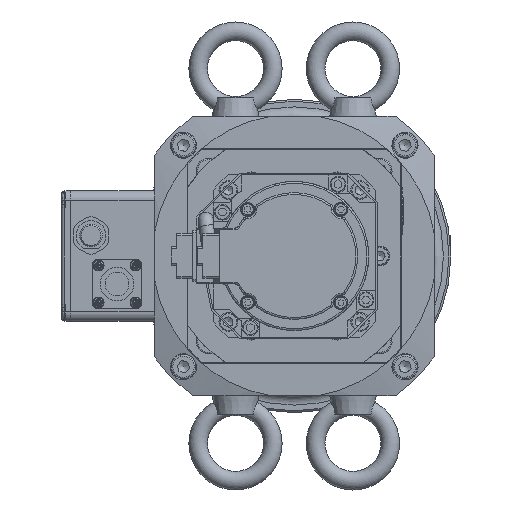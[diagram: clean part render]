
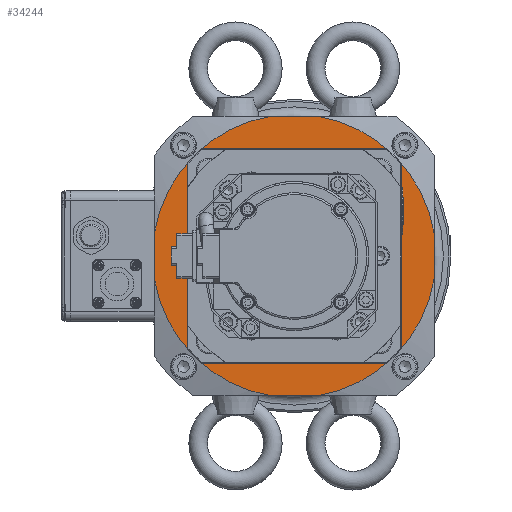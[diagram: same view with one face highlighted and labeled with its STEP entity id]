
A CAD part, left-side view. The second image highlights one B-rep face of the part: STEP entity #34244.
In plain terms, the highlighted planar face has unit normal (-1, 0, 0).
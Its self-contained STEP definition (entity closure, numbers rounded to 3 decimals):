
#496=FACE_BOUND('',#5333,.T.);
#1508=PLANE('',#37433);
#3406=FACE_OUTER_BOUND('',#5332,.T.);
#5332=EDGE_LOOP('',(#28512,#28513,#28514,#28515,#28516,#28517,#28518,#28519));
#5333=EDGE_LOOP('',(#28520,#28521,#28522,#28523,#28524,#28525,#28526,#28527));
#7165=CIRCLE('',#37394,76.);
#7170=CIRCLE('',#37404,76.);
#7171=CIRCLE('',#37406,76.);
#7172=CIRCLE('',#37408,76.);
#7185=CIRCLE('',#37434,75.5);
#7186=CIRCLE('',#37435,75.5);
#7187=CIRCLE('',#37436,75.5);
#7188=CIRCLE('',#37437,75.5);
#9690=LINE('',#57383,#12349);
#9691=LINE('',#57385,#12350);
#9692=LINE('',#57387,#12351);
#9693=LINE('',#57389,#12352);
#9698=LINE('',#57429,#12357);
#9699=LINE('',#57433,#12358);
#9700=LINE('',#57437,#12359);
#9701=LINE('',#57441,#12360);
#12349=VECTOR('',#45795,10.);
#12350=VECTOR('',#45798,10.);
#12351=VECTOR('',#45801,10.);
#12352=VECTOR('',#45804,10.);
#12357=VECTOR('',#45851,10.);
#12358=VECTOR('',#45854,10.);
#12359=VECTOR('',#45857,10.);
#12360=VECTOR('',#45860,10.);
#15327=VERTEX_POINT('',#57160);
#15328=VERTEX_POINT('',#57164);
#15338=VERTEX_POINT('',#57233);
#15339=VERTEX_POINT('',#57237);
#15342=VERTEX_POINT('',#57283);
#15343=VERTEX_POINT('',#57287);
#15346=VERTEX_POINT('',#57333);
#15347=VERTEX_POINT('',#57337);
#15362=VERTEX_POINT('',#57427);
#15363=VERTEX_POINT('',#57428);
#15364=VERTEX_POINT('',#57430);
#15365=VERTEX_POINT('',#57432);
#15366=VERTEX_POINT('',#57434);
#15367=VERTEX_POINT('',#57436);
#15368=VERTEX_POINT('',#57438);
#15369=VERTEX_POINT('',#57440);
#19835=EDGE_CURVE('',#15328,#15327,#7165,.T.);
#19853=EDGE_CURVE('',#15338,#15339,#7170,.T.);
#19858=EDGE_CURVE('',#15342,#15343,#7171,.T.);
#19863=EDGE_CURVE('',#15346,#15347,#7172,.T.);
#19866=EDGE_CURVE('',#15347,#15328,#9690,.T.);
#19867=EDGE_CURVE('',#15343,#15346,#9691,.T.);
#19868=EDGE_CURVE('',#15339,#15342,#9692,.T.);
#19869=EDGE_CURVE('',#15327,#15338,#9693,.T.);
#19886=EDGE_CURVE('',#15362,#15363,#9698,.T.);
#19887=EDGE_CURVE('',#15363,#15364,#7185,.T.);
#19888=EDGE_CURVE('',#15364,#15365,#9699,.T.);
#19889=EDGE_CURVE('',#15365,#15366,#7186,.T.);
#19890=EDGE_CURVE('',#15366,#15367,#9700,.T.);
#19891=EDGE_CURVE('',#15367,#15368,#7187,.T.);
#19892=EDGE_CURVE('',#15368,#15369,#9701,.T.);
#19893=EDGE_CURVE('',#15369,#15362,#7188,.T.);
#28512=ORIENTED_EDGE('',*,*,#19869,.T.);
#28513=ORIENTED_EDGE('',*,*,#19853,.T.);
#28514=ORIENTED_EDGE('',*,*,#19868,.T.);
#28515=ORIENTED_EDGE('',*,*,#19858,.T.);
#28516=ORIENTED_EDGE('',*,*,#19867,.T.);
#28517=ORIENTED_EDGE('',*,*,#19863,.T.);
#28518=ORIENTED_EDGE('',*,*,#19866,.T.);
#28519=ORIENTED_EDGE('',*,*,#19835,.T.);
#28520=ORIENTED_EDGE('',*,*,#19886,.T.);
#28521=ORIENTED_EDGE('',*,*,#19887,.T.);
#28522=ORIENTED_EDGE('',*,*,#19888,.T.);
#28523=ORIENTED_EDGE('',*,*,#19889,.T.);
#28524=ORIENTED_EDGE('',*,*,#19890,.T.);
#28525=ORIENTED_EDGE('',*,*,#19891,.T.);
#28526=ORIENTED_EDGE('',*,*,#19892,.T.);
#28527=ORIENTED_EDGE('',*,*,#19893,.T.);
#34244=ADVANCED_FACE('',(#3406,#496),#1508,.T.);
#37394=AXIS2_PLACEMENT_3D('',#57165,#45755,#45756);
#37404=AXIS2_PLACEMENT_3D('',#57241,#45783,#45784);
#37406=AXIS2_PLACEMENT_3D('',#57291,#45787,#45788);
#37408=AXIS2_PLACEMENT_3D('',#57341,#45791,#45792);
#37433=AXIS2_PLACEMENT_3D('',#57426,#45849,#45850);
#37434=AXIS2_PLACEMENT_3D('',#57431,#45852,#45853);
#37435=AXIS2_PLACEMENT_3D('',#57435,#45855,#45856);
#37436=AXIS2_PLACEMENT_3D('',#57439,#45858,#45859);
#37437=AXIS2_PLACEMENT_3D('',#57442,#45861,#45862);
#45755=DIRECTION('center_axis',(-1.,0.,0.));
#45756=DIRECTION('ref_axis',(0.,0.,
1.));
#45783=DIRECTION('center_axis',(-1.,0.,0.));
#45784=DIRECTION('ref_axis',(0.,0.,
1.));
#45787=DIRECTION('center_axis',(-1.,0.,0.));
#45788=DIRECTION('ref_axis',(0.,0.,
1.));
#45791=DIRECTION('center_axis',(-1.,0.,0.));
#45792=DIRECTION('ref_axis',(0.,0.,
1.));
#45795=DIRECTION('',(0.,0.,-1.));
#45798=DIRECTION('',(0.,1.,0.));
#45801=DIRECTION('',(0.,0.,1.));
#45804=DIRECTION('',(0.,-1.,0.));
#45849=DIRECTION('center_axis',(-1.,0.,0.));
#45850=DIRECTION('ref_axis',(0.,0.,
1.));
#45851=DIRECTION('',(0.,0.,1.));
#45852=DIRECTION('center_axis',(1.,0.,0.));
#45853=DIRECTION('ref_axis',(0.,1.,0.));
#45854=DIRECTION('',(0.,-1.,0.));
#45855=DIRECTION('center_axis',(1.,0.,0.));
#45856=DIRECTION('ref_axis',(0.,-1.,0.));
#45857=DIRECTION('',(0.,0.,-1.));
#45858=DIRECTION('center_axis',(1.,0.,0.));
#45859=DIRECTION('ref_axis',(0.,-1.,0.));
#45860=DIRECTION('',(0.,1.,0.));
#45861=DIRECTION('center_axis',(1.,0.,0.));
#45862=DIRECTION('ref_axis',(0.,1.,0.));
#57160=CARTESIAN_POINT('',(-174.,12.288,-75.));
#57164=CARTESIAN_POINT('',(-174.,75.,-12.288));
#57165=CARTESIAN_POINT('Origin',(-174.,0.,0.));
#57233=CARTESIAN_POINT('',(-174.,-12.288,-75.));
#57237=CARTESIAN_POINT('',(-174.,-75.,-12.288));
#57241=CARTESIAN_POINT('Origin',(-174.,0.,0.));
#57283=CARTESIAN_POINT('',(-174.,-75.,12.288));
#57287=CARTESIAN_POINT('',(-174.,-12.288,75.));
#57291=CARTESIAN_POINT('Origin',(-174.,0.,0.));
#57333=CARTESIAN_POINT('',(-174.,12.288,75.));
#57337=CARTESIAN_POINT('',(-174.,75.,12.288));
#57341=CARTESIAN_POINT('Origin',(-174.,0.,0.));
#57383=CARTESIAN_POINT('',(-174.,75.,-37.5));
#57385=CARTESIAN_POINT('',(-174.,10.,75.));
#57387=CARTESIAN_POINT('',(-174.,-75.,37.5));
#57389=CARTESIAN_POINT('',(-174.,-65.,-75.));
#57426=CARTESIAN_POINT('Origin',(-174.,-55.,0.));
#57427=CARTESIAN_POINT('',(-174.,57.,-49.51));
#57428=CARTESIAN_POINT('',(-174.,57.,49.51));
#57429=CARTESIAN_POINT('',(-174.,57.,-14.375));
#57430=CARTESIAN_POINT('',(-174.,49.51,57.));
#57431=CARTESIAN_POINT('Origin',(-174.,0.,0.));
#57432=CARTESIAN_POINT('',(-174.,-49.51,57.));
#57433=CARTESIAN_POINT('',(-174.,-13.125,57.));
#57434=CARTESIAN_POINT('',(-174.,-57.,49.51));
#57435=CARTESIAN_POINT('Origin',(-174.,0.,0.));
#57436=CARTESIAN_POINT('',(-174.,-57.,-49.51));
#57437=CARTESIAN_POINT('',(-174.,-57.,14.375));
#57438=CARTESIAN_POINT('',(-174.,-49.51,-57.));
#57439=CARTESIAN_POINT('Origin',(-174.,0.,0.));
#57440=CARTESIAN_POINT('',(-174.,49.51,-57.));
#57441=CARTESIAN_POINT('',(-174.,-41.875,-57.));
#57442=CARTESIAN_POINT('Origin',(-174.,0.,0.));
